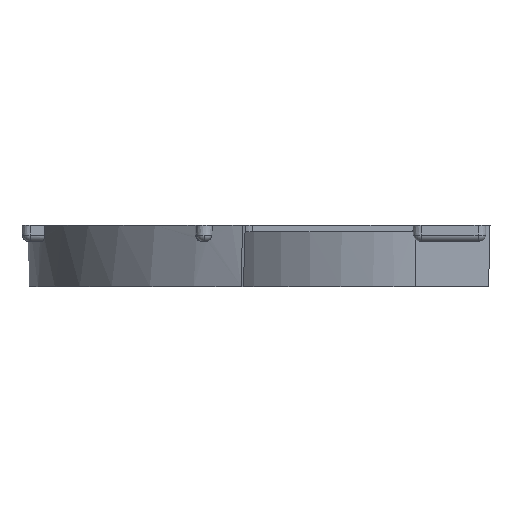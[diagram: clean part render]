
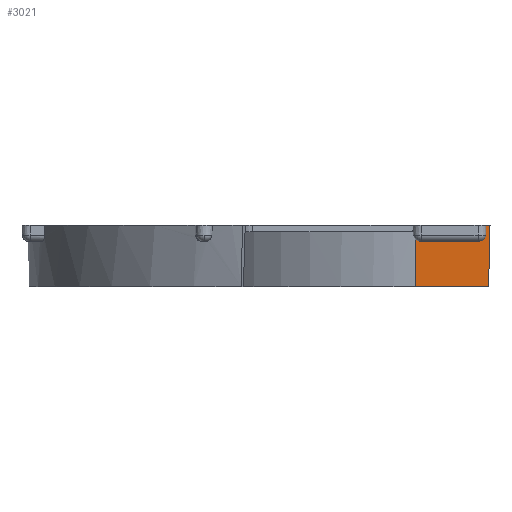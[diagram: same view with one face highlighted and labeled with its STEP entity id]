
A CAD part, left-side view. The second image highlights one B-rep face of the part: STEP entity #3021.
In plain terms, the highlighted planar face has unit normal (-1, 0, -0.023).
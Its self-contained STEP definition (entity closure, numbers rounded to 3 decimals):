
#12 = CARTESIAN_POINT ( 'NONE',  ( 757.299, -42.147, 9. ) ) ;
#21 = VECTOR ( 'NONE', #1156, 1000. ) ;
#63 = ORIENTED_EDGE ( 'NONE', *, *, #2330, .F. ) ;
#119 = CARTESIAN_POINT ( 'NONE',  ( 757.369, -57.196, 5.93 ) ) ;
#147 = EDGE_CURVE ( 'NONE', #2911, #980, #3144, .T. ) ;
#155 = CARTESIAN_POINT ( 'NONE',  ( 757.369, -48.41, 5.93 ) ) ;
#207 = CARTESIAN_POINT ( 'NONE',  ( 757.299, -65.234, 9. ) ) ;
#246 = FACE_OUTER_BOUND ( 'NONE', #2874, .T. ) ;
#262 = LINE ( 'NONE', #2226, #3220 ) ;
#297 = VECTOR ( 'NONE', #2051, 1000. ) ;
#312 = EDGE_CURVE ( 'NONE', #2947, #1920, #2546, .T. ) ;
#373 = EDGE_CURVE ( 'NONE', #2589, #2911, #262, .T. ) ;
#557 = CARTESIAN_POINT ( 'NONE',  ( 757.299, -48.303, 9. ) ) ;
#620 = CARTESIAN_POINT ( 'NONE',  ( 757.299, -42.147, 9. ) ) ;
#692 = CARTESIAN_POINT ( 'NONE',  ( 757.73, -42.147, -10. ) ) ;
#721 = VERTEX_POINT ( 'NONE', #2606 ) ;
#926 =( BOUNDED_CURVE ( )  B_SPLINE_CURVE ( 3, ( #2409, #1637, #2375, #3204 ),
 .UNSPECIFIED., .F., .T. ) 
 B_SPLINE_CURVE_WITH_KNOTS ( ( 4, 4 ),
 ( 0., 1.536 ),
 .UNSPECIFIED. ) 
 CURVE ( )  GEOMETRIC_REPRESENTATION_ITEM ( )  RATIONAL_B_SPLINE_CURVE ( ( 1., 0.813, 0.813, 1. ) ) 
 REPRESENTATION_ITEM ( '' )  );
#941 = DIRECTION ( 'NONE',  ( 0.023, 0., -1. ) ) ;
#942 = EDGE_CURVE ( 'NONE', #1741, #3402, #3289, .T. ) ;
#980 = VERTEX_POINT ( 'NONE', #1626 ) ;
#1042 = ORIENTED_EDGE ( 'NONE', *, *, #3066, .F. ) ;
#1112 = EDGE_CURVE ( 'NONE', #2845, #721, #2288, .T. ) ;
#1156 = DIRECTION ( 'NONE',  ( -0.023, -0.035, 0.999 ) ) ;
#1162 = EDGE_CURVE ( 'NONE', #2854, #721, #1767, .T. ) ;
#1214 = DIRECTION ( 'NONE',  ( 0., -1., 0. ) ) ;
#1222 = LINE ( 'NONE', #3063, #1308 ) ;
#1308 = VECTOR ( 'NONE', #3342, 1000. ) ;
#1334 = ORIENTED_EDGE ( 'NONE', *, *, #1162, .F. ) ;
#1367 = ORIENTED_EDGE ( 'NONE', *, *, #312, .F. ) ;
#1392 = VECTOR ( 'NONE', #1214, 1000. ) ;
#1451 = LINE ( 'NONE', #2236, #21 ) ;
#1486 = CARTESIAN_POINT ( 'NONE',  ( 757.412, -55.197, 4. ) ) ;
#1500 = DIRECTION ( 'NONE',  ( -0.023, 0., 1. ) ) ;
#1521 = CARTESIAN_POINT ( 'NONE',  ( 757.412, -42.147, 4. ) ) ;
#1600 = ORIENTED_EDGE ( 'NONE', *, *, #2195, .F. ) ;
#1626 = CARTESIAN_POINT ( 'NONE',  ( 757.73, -64.803, -10. ) ) ;
#1637 = CARTESIAN_POINT ( 'NONE',  ( 757.412, -49.269, 4. ) ) ;
#1741 = VERTEX_POINT ( 'NONE', #155 ) ;
#1767 = LINE ( 'NONE', #1521, #1392 ) ;
#1920 = VERTEX_POINT ( 'NONE', #207 ) ;
#1960 = DIRECTION ( 'NONE',  ( 0., -1., 0. ) ) ;
#2051 = DIRECTION ( 'NONE',  ( 0., -1., 0. ) ) ;
#2163 = ORIENTED_EDGE ( 'NONE', *, *, #373, .T. ) ;
#2166 = CARTESIAN_POINT ( 'NONE',  ( 757.725, -48.958, -9.762 ) ) ;
#2195 = EDGE_CURVE ( 'NONE', #1920, #980, #3112, .T. ) ;
#2200 = DIRECTION ( 'NONE',  ( 0.023, 0.023, -0.999 ) ) ;
#2212 = CARTESIAN_POINT ( 'NONE',  ( 757.73, -42.147, -10. ) ) ;
#2226 = CARTESIAN_POINT ( 'NONE',  ( 757.73, -42.147, -10. ) ) ;
#2236 = CARTESIAN_POINT ( 'NONE',  ( 757.742, -56.622, -10.505 ) ) ;
#2276 = CARTESIAN_POINT ( 'NONE',  ( 757.369, -57.196, 5.93 ) ) ;
#2278 = DIRECTION ( 'NONE',  ( -1., 0., -0.023 ) ) ;
#2288 =( BOUNDED_CURVE ( )  B_SPLINE_CURVE ( 3, ( #2276, #2791, #3076, #1486 ),
 .UNSPECIFIED., .F., .F. ) 
 B_SPLINE_CURVE_WITH_KNOTS ( ( 4, 4 ),
 ( 4.747, 6.283 ),
 .UNSPECIFIED. ) 
 CURVE ( )  GEOMETRIC_REPRESENTATION_ITEM ( )  RATIONAL_B_SPLINE_CURVE ( ( 1., 0.813, 0.813, 1. ) ) 
 REPRESENTATION_ITEM ( '' )  );
#2330 = EDGE_CURVE ( 'NONE', #2845, #2947, #1451, .T. ) ;
#2375 = CARTESIAN_POINT ( 'NONE',  ( 757.394, -48.45, 4.791 ) ) ;
#2409 = CARTESIAN_POINT ( 'NONE',  ( 757.412, -50.409, 4. ) ) ;
#2461 = VECTOR ( 'NONE', #1960, 1000. ) ;
#2510 = VECTOR ( 'NONE', #2200, 1000. ) ;
#2516 = CARTESIAN_POINT ( 'NONE',  ( 757.73, -42.147, -10. ) ) ;
#2546 = LINE ( 'NONE', #620, #2461 ) ;
#2589 = VERTEX_POINT ( 'NONE', #12 ) ;
#2600 = EDGE_CURVE ( 'NONE', #2854, #1741, #926, .T. ) ;
#2606 = CARTESIAN_POINT ( 'NONE',  ( 757.412, -55.197, 4. ) ) ;
#2678 = ORIENTED_EDGE ( 'NONE', *, *, #147, .T. ) ;
#2709 = DIRECTION ( 'NONE',  ( -0.023, 0.035, 0.999 ) ) ;
#2755 = VECTOR ( 'NONE', #2709, 1000. ) ;
#2764 = ORIENTED_EDGE ( 'NONE', *, *, #1112, .T. ) ;
#2775 = CARTESIAN_POINT ( 'NONE',  ( 757.412, -50.409, 4. ) ) ;
#2791 = CARTESIAN_POINT ( 'NONE',  ( 757.394, -57.156, 4.791 ) ) ;
#2845 = VERTEX_POINT ( 'NONE', #119 ) ;
#2854 = VERTEX_POINT ( 'NONE', #2775 ) ;
#2874 = EDGE_LOOP ( 'NONE', ( #63, #2764, #1334, #2972, #3362, #1042, #2163, #2678, #1600, #1367 ) ) ;
#2911 = VERTEX_POINT ( 'NONE', #2212 ) ;
#2947 = VERTEX_POINT ( 'NONE', #3043 ) ;
#2972 = ORIENTED_EDGE ( 'NONE', *, *, #2600, .T. ) ;
#3021 = ADVANCED_FACE ( 'NONE', ( #246 ), #3314, .T. ) ;
#3043 = CARTESIAN_POINT ( 'NONE',  ( 757.299, -57.303, 9. ) ) ;
#3063 = CARTESIAN_POINT ( 'NONE',  ( 757.299, -42.147, 9. ) ) ;
#3066 = EDGE_CURVE ( 'NONE', #2589, #3402, #1222, .T. ) ;
#3076 = CARTESIAN_POINT ( 'NONE',  ( 757.412, -56.336, 4. ) ) ;
#3112 = LINE ( 'NONE', #3216, #2510 ) ;
#3144 = LINE ( 'NONE', #692, #297 ) ;
#3204 = CARTESIAN_POINT ( 'NONE',  ( 757.369, -48.41, 5.93 ) ) ;
#3216 = CARTESIAN_POINT ( 'NONE',  ( 757.73, -64.803, -10. ) ) ;
#3220 = VECTOR ( 'NONE', #941, 1000. ) ;
#3288 = AXIS2_PLACEMENT_3D ( 'NONE', #2516, #2278, #1500 ) ;
#3289 = LINE ( 'NONE', #2166, #2755 ) ;
#3314 = PLANE ( 'NONE',  #3288 ) ;
#3342 = DIRECTION ( 'NONE',  ( 0., -1., 0. ) ) ;
#3362 = ORIENTED_EDGE ( 'NONE', *, *, #942, .T. ) ;
#3402 = VERTEX_POINT ( 'NONE', #557 ) ;
